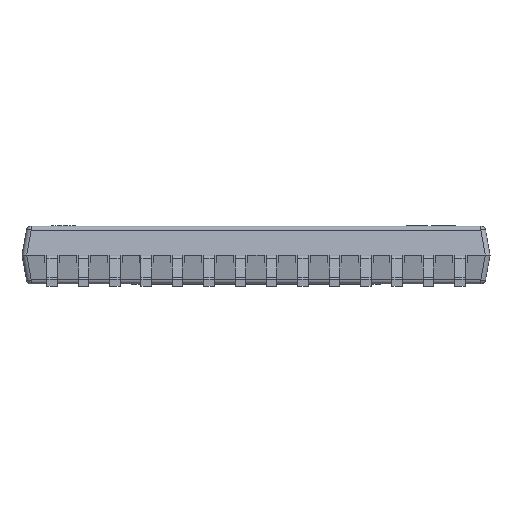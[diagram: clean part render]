
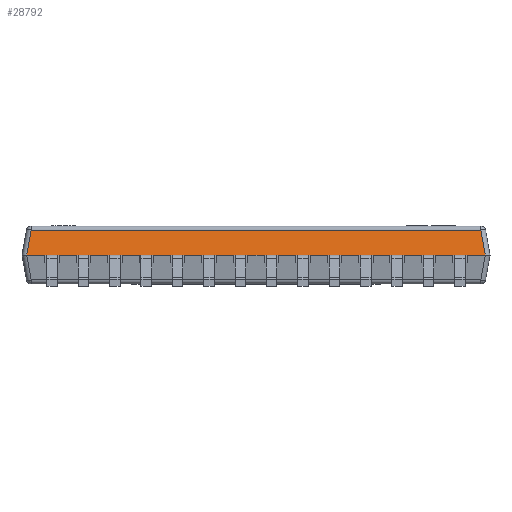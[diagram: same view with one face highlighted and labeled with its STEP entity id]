
A CAD part, front view. The second image highlights one B-rep face of the part: STEP entity #28792.
In plain terms, the highlighted planar face has unit normal (0, -0.985, 0.174).
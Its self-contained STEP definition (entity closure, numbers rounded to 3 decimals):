
#17 = DIRECTION ( 'NONE',  ( 1., 0., 0. ) ) ;
#269 = CARTESIAN_POINT ( 'NONE',  ( -4.752, -2.2, 0. ) ) ;
#310 = LINE ( 'NONE', #13088, #17524 ) ;
#2069 = VECTOR ( 'NONE', #7265, 1000. ) ;
#2603 = ORIENTED_EDGE ( 'NONE', *, *, #35409, .T. ) ;
#7260 = EDGE_CURVE ( 'NONE', #37340, #9592, #310, .T. ) ;
#7265 = DIRECTION ( 'NONE',  ( -1., 0., 0. ) ) ;
#7578 = CARTESIAN_POINT ( 'NONE',  ( 4.66, -2.109, 0.517 ) ) ;
#9592 = VERTEX_POINT ( 'NONE', #7578 ) ;
#9775 = DIRECTION ( 'NONE',  ( -0.171, 0.171, 0.97 ) ) ;
#11613 = ORIENTED_EDGE ( 'NONE', *, *, #33570, .T. ) ;
#11954 = VERTEX_POINT ( 'NONE', #26474 ) ;
#12981 = LINE ( 'NONE', #35758, #36870 ) ;
#13088 = CARTESIAN_POINT ( 'NONE',  ( 4.754, -2.203, -0.016 ) ) ;
#13109 = CARTESIAN_POINT ( 'NONE',  ( 4.752, -2.2, 0. ) ) ;
#13507 = LINE ( 'NONE', #23151, #2069 ) ;
#17524 = VECTOR ( 'NONE', #9775, 1000. ) ;
#18060 = VECTOR ( 'NONE', #21335, 1000. ) ;
#21335 = DIRECTION ( 'NONE',  ( -0.171, -0.171, -0.97 ) ) ;
#22728 = ORIENTED_EDGE ( 'NONE', *, *, #7260, .T. ) ;
#23151 = CARTESIAN_POINT ( 'NONE',  ( -4.744, -2.109, 0.517 ) ) ;
#24962 = FACE_OUTER_BOUND ( 'NONE', #35765, .T. ) ;
#25380 = DIRECTION ( 'NONE',  ( 0., -0.985, 0.174 ) ) ;
#26474 = CARTESIAN_POINT ( 'NONE',  ( -4.66, -2.109, 0.517 ) ) ;
#28792 = ADVANCED_FACE ( 'NONE', ( #24962 ), #40827, .T. ) ;
#28951 = CARTESIAN_POINT ( 'NONE',  ( 4.85, -2.2, 0. ) ) ;
#30616 = VERTEX_POINT ( 'NONE', #269 ) ;
#31129 = EDGE_CURVE ( 'NONE', #9592, #11954, #13507, .T. ) ;
#31149 = AXIS2_PLACEMENT_3D ( 'NONE', #28951, #25380, #38317 ) ;
#33570 = EDGE_CURVE ( 'NONE', #11954, #30616, #33834, .T. ) ;
#33834 = LINE ( 'NONE', #37197, #18060 ) ;
#35409 = EDGE_CURVE ( 'NONE', #30616, #37340, #12981, .T. ) ;
#35758 = CARTESIAN_POINT ( 'NONE',  ( 4.85, -2.2, 0. ) ) ;
#35765 = EDGE_LOOP ( 'NONE', ( #2603, #22728, #41152, #11613 ) ) ;
#36870 = VECTOR ( 'NONE', #17, 1000. ) ;
#37197 = CARTESIAN_POINT ( 'NONE',  ( -4.47, -1.919, 1.594 ) ) ;
#37340 = VERTEX_POINT ( 'NONE', #13109 ) ;
#38317 = DIRECTION ( 'NONE',  ( 0., -0.174, -0.985 ) ) ;
#40827 = PLANE ( 'NONE',  #31149 ) ;
#41152 = ORIENTED_EDGE ( 'NONE', *, *, #31129, .T. ) ;
